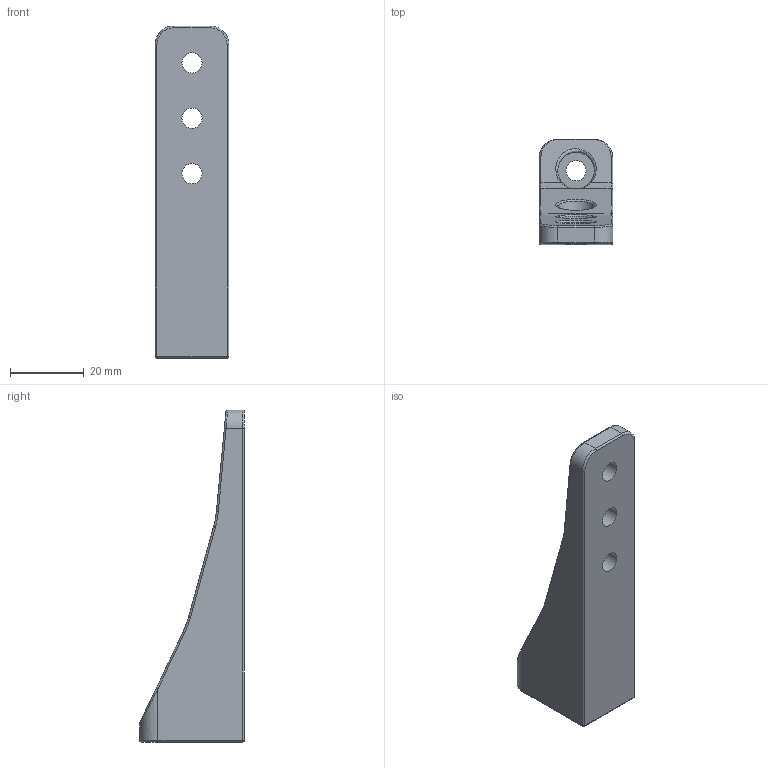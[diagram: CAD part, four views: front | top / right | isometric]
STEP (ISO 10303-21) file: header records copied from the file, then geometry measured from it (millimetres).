
FILE_DESCRIPTION(/* description */ (''),/* implementation_level */ '2;1');
FILE_NAME(/* name */ 'BraketSide.stp',/* time_stamp */ '2023-12-27T23:15:48+01:00',/* author */ ('denni'),/* organization */ (''),/* preprocessor_version */ 'ST-DEVELOPER v19.2',/* originating_system */ 'Autodesk Inventor 2024',/* authorisation */ '');
FILE_SCHEMA (('AUTOMOTIVE_DESIGN { 1 0 10303 214 3 1 1 }'));
Length unit declared in the file: millimetre
Products named in the file (1): BraketSide
Bounding box: 20 x 28.46 x 90 mm (x, y, z)
Volume: 22454.2 mm3; surface area: 7522.3 mm2
Topology: 1 solids, 1 shells, 65 faces, 147 edges, 86 vertices
Faces by surface type: cylinder 30, plane 13, bspline 12, torus 8, sphere 2
Full cylindrical faces by diameter (mm): 5.5 x4, 10 x3
Entity records: 2402 total; most frequent: CARTESIAN_POINT 877, DIRECTION 332, ORIENTED_EDGE 294, EDGE_CURVE 147, AXIS2_PLACEMENT_3D 140, VERTEX_POINT 86, EDGE_LOOP 75, FACE_OUTER_BOUND 65
